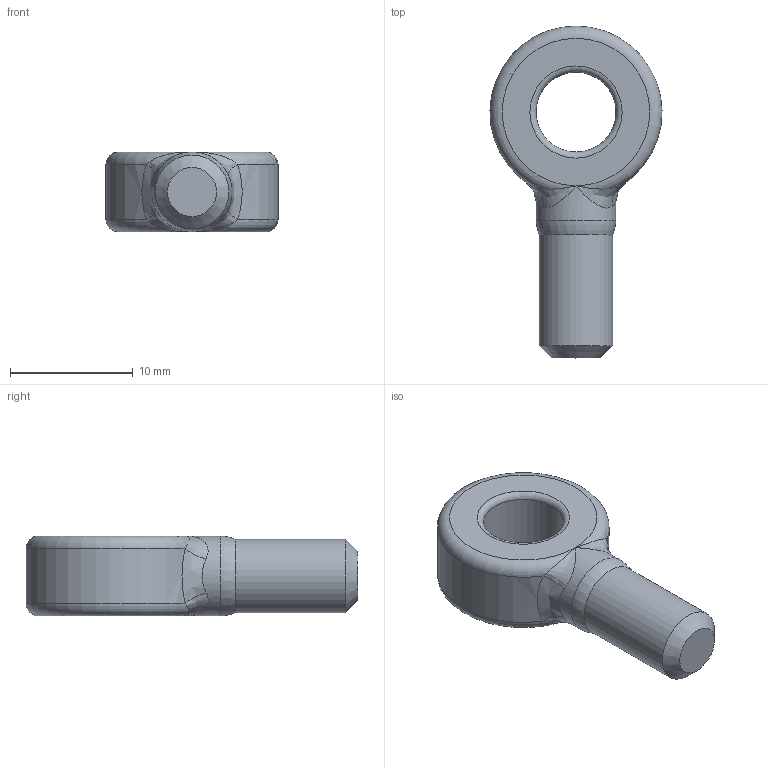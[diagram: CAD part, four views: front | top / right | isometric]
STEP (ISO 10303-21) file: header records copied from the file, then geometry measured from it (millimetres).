
FILE_DESCRIPTION (( 'STEP AP203' ), '1' );
FILE_NAME ('100051016.step', '2020-05-05T10:55:05', ( '' ), ( '' ), 'SwSTEP 2.0', 'SolidWorks 2015', '' );
FILE_SCHEMA (( 'CONFIG_CONTROL_DESIGN' ));
Length unit declared in the file: millimetre
Products named in the file (1): 100051016
Bounding box: 14 x 27 x 6.5 mm (x, y, z)
Volume: 1146.6 mm3; surface area: 852.9 mm2
Topology: 1 solids, 1 shells, 226 faces, 586 edges, 383 vertices
Faces by surface type: bspline 116, plane 75, cylinder 29, torus 5, cone 1
Full cylindrical faces by diameter (mm): 6 x1, 6.5 x2
Entity records: 11529 total; most frequent: CARTESIAN_POINT 6953, ORIENTED_EDGE 1148, EDGE_CURVE 574, DIRECTION 524, VERTEX_POINT 382, B_SPLINE_CURVE_WITH_KNOTS 358, EDGE_LOOP 260, FACE_OUTER_BOUND 232
